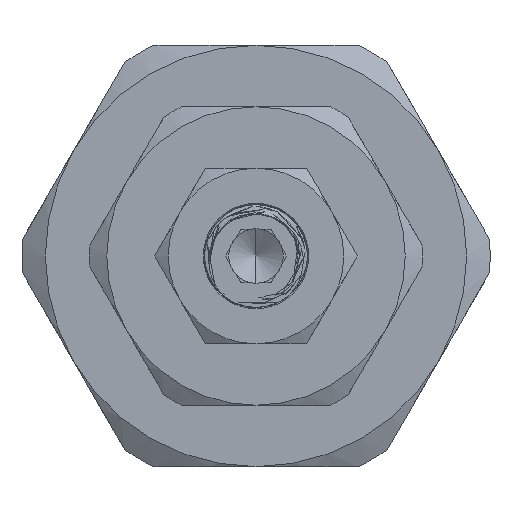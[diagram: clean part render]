
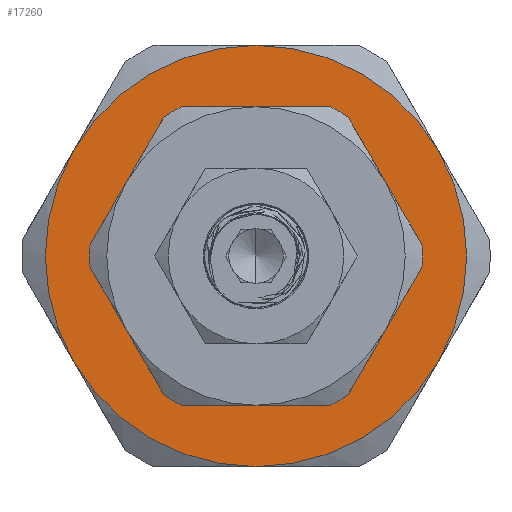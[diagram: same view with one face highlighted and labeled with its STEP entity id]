
A CAD part, left-side view. The second image highlights one B-rep face of the part: STEP entity #17260.
In plain terms, the highlighted planar face has unit normal (-1, 0, 0).
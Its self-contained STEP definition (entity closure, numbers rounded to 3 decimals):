
#793 = CARTESIAN_POINT ( 'NONE',  ( 0., 0., 0. ) ) ;
#801 = PLANE ( 'NONE',  #16284 ) ;
#803 = DIRECTION ( 'NONE',  ( -1., 0., 0. ) ) ;
#804 = DIRECTION ( 'NONE',  ( 0., 0., 1. ) ) ;
#1254 = VERTEX_POINT ( 'NONE', #10449 ) ;
#1270 = VERTEX_POINT ( 'NONE', #10358 ) ;
#1507 = CARTESIAN_POINT ( 'NONE',  ( 0., 0., -8.5 ) ) ;
#1547 = CARTESIAN_POINT ( 'NONE',  ( 0., -10.392, 6. ) ) ;
#1567 = CARTESIAN_POINT ( 'NONE',  ( 0., 0., -12. ) ) ;
#1583 = CARTESIAN_POINT ( 'NONE',  ( 0., 10.392, -6. ) ) ;
#1592 = CARTESIAN_POINT ( 'NONE',  ( 0., 0., 8.5 ) ) ;
#1601 = CARTESIAN_POINT ( 'NONE',  ( 0., -10.392, -6. ) ) ;
#3508 = EDGE_CURVE ( 'NONE', #15170, #15731, #5274, .T. ) ;
#3726 = EDGE_CURVE ( 'NONE', #1254, #1270, #5296, .T. ) ;
#3745 = EDGE_CURVE ( 'NONE', #15682, #1254, #5299, .T. ) ;
#3747 = EDGE_CURVE ( 'NONE', #15731, #15170, #5300, .T. ) ;
#3757 = EDGE_CURVE ( 'NONE', #1270, #15722, #5298, .T. ) ;
#3807 = EDGE_CURVE ( 'NONE', #15740, #15682, #5303, .T. ) ;
#3822 = EDGE_CURVE ( 'NONE', #15722, #15706, #5314, .T. ) ;
#3828 = EDGE_CURVE ( 'NONE', #15706, #15740, #5307, .T. ) ;
#4143 = ORIENTED_EDGE ( 'NONE', *, *, #3745, .T. ) ;
#4159 = ORIENTED_EDGE ( 'NONE', *, *, #3726, .T. ) ;
#4163 = ORIENTED_EDGE ( 'NONE', *, *, #3757, .T. ) ;
#4168 = ORIENTED_EDGE ( 'NONE', *, *, #3828, .T. ) ;
#4172 = ORIENTED_EDGE ( 'NONE', *, *, #3822, .T. ) ;
#4173 = ORIENTED_EDGE ( 'NONE', *, *, #3747, .F. ) ;
#4176 = ORIENTED_EDGE ( 'NONE', *, *, #3807, .T. ) ;
#4210 = ORIENTED_EDGE ( 'NONE', *, *, #3508, .F. ) ;
#5274 = CIRCLE ( 'NONE', #16355, 8.5 ) ;
#5296 = CIRCLE ( 'NONE', #16003, 12. ) ;
#5298 = CIRCLE ( 'NONE', #16043, 12. ) ;
#5299 = CIRCLE ( 'NONE', #16002, 12. ) ;
#5300 = CIRCLE ( 'NONE', #16000, 8.5 ) ;
#5303 = CIRCLE ( 'NONE', #16143, 12. ) ;
#5307 = CIRCLE ( 'NONE', #16073, 12. ) ;
#5314 = CIRCLE ( 'NONE', #16200, 12. ) ;
#8367 = CARTESIAN_POINT ( 'NONE',  ( 0., 0., 0. ) ) ;
#8368 = DIRECTION ( 'NONE',  ( -1., 0., 0. ) ) ;
#8385 = DIRECTION ( 'NONE',  ( 0., 0., 1. ) ) ;
#8386 = DIRECTION ( 'NONE',  ( -1., 0., 0. ) ) ;
#8387 = CARTESIAN_POINT ( 'NONE',  ( 0., 0., 0. ) ) ;
#8573 = DIRECTION ( 'NONE',  ( 0., 0., 1. ) ) ;
#8659 = DIRECTION ( 'NONE',  ( -1., 0., 0. ) ) ;
#8679 = CARTESIAN_POINT ( 'NONE',  ( 0., 0., 0. ) ) ;
#8700 = DIRECTION ( 'NONE',  ( 0., 0., 1. ) ) ;
#8702 = DIRECTION ( 'NONE',  ( -1., 0., 0. ) ) ;
#8706 = CARTESIAN_POINT ( 'NONE',  ( 0., 0., 0. ) ) ;
#8752 = CARTESIAN_POINT ( 'NONE',  ( 0., 0., 0. ) ) ;
#8759 = CARTESIAN_POINT ( 'NONE',  ( 0., 0., 0. ) ) ;
#8761 = DIRECTION ( 'NONE',  ( -1., 0., 0. ) ) ;
#8763 = DIRECTION ( 'NONE',  ( 0., 0., 1. ) ) ;
#8774 = DIRECTION ( 'NONE',  ( 0., 0., 1. ) ) ;
#8775 = DIRECTION ( 'NONE',  ( -1., 0., 0. ) ) ;
#8778 = DIRECTION ( 'NONE',  ( 0., 0., 1. ) ) ;
#8779 = CARTESIAN_POINT ( 'NONE',  ( 0., 0., 0. ) ) ;
#8781 = DIRECTION ( 'NONE',  ( -1., 0., 0. ) ) ;
#8889 = DIRECTION ( 'NONE',  ( 0., 0., 1. ) ) ;
#9125 = DIRECTION ( 'NONE',  ( -1., 0., 0. ) ) ;
#9126 = CARTESIAN_POINT ( 'NONE',  ( 0., 0., 0. ) ) ;
#9134 = DIRECTION ( 'NONE',  ( 0., 0., 1. ) ) ;
#10358 = CARTESIAN_POINT ( 'NONE',  ( 0., 10.392, 6. ) ) ;
#10449 = CARTESIAN_POINT ( 'NONE',  ( 0., 0., 12. ) ) ;
#15170 = VERTEX_POINT ( 'NONE', #1507 ) ;
#15682 = VERTEX_POINT ( 'NONE', #1547 ) ;
#15706 = VERTEX_POINT ( 'NONE', #1567 ) ;
#15722 = VERTEX_POINT ( 'NONE', #1583 ) ;
#15731 = VERTEX_POINT ( 'NONE', #1592 ) ;
#15740 = VERTEX_POINT ( 'NONE', #1601 ) ;
#16000 = AXIS2_PLACEMENT_3D ( 'NONE', #8759, #8761, #8763 ) ;
#16002 = AXIS2_PLACEMENT_3D ( 'NONE', #8779, #8775, #8774 ) ;
#16003 = AXIS2_PLACEMENT_3D ( 'NONE', #8367, #8368, #8573 ) ;
#16043 = AXIS2_PLACEMENT_3D ( 'NONE', #8752, #8781, #8778 ) ;
#16073 = AXIS2_PLACEMENT_3D ( 'NONE', #8706, #8702, #8700 ) ;
#16143 = AXIS2_PLACEMENT_3D ( 'NONE', #9126, #9125, #9134 ) ;
#16200 = AXIS2_PLACEMENT_3D ( 'NONE', #8679, #8659, #8889 ) ;
#16284 = AXIS2_PLACEMENT_3D ( 'NONE', #793, #803, #804 ) ;
#16355 = AXIS2_PLACEMENT_3D ( 'NONE', #8387, #8386, #8385 ) ;
#16471 = FACE_OUTER_BOUND ( 'NONE', #16964, .T. ) ;
#16474 = FACE_BOUND ( 'NONE', #16990, .T. ) ;
#16964 = EDGE_LOOP ( 'NONE', ( #4143, #4159, #4163, #4172, #4168, #4176 ) ) ;
#16990 = EDGE_LOOP ( 'NONE', ( #4173, #4210 ) ) ;
#17260 = ADVANCED_FACE ( 'NONE', ( #16471, #16474 ), #801, .T. ) ;
